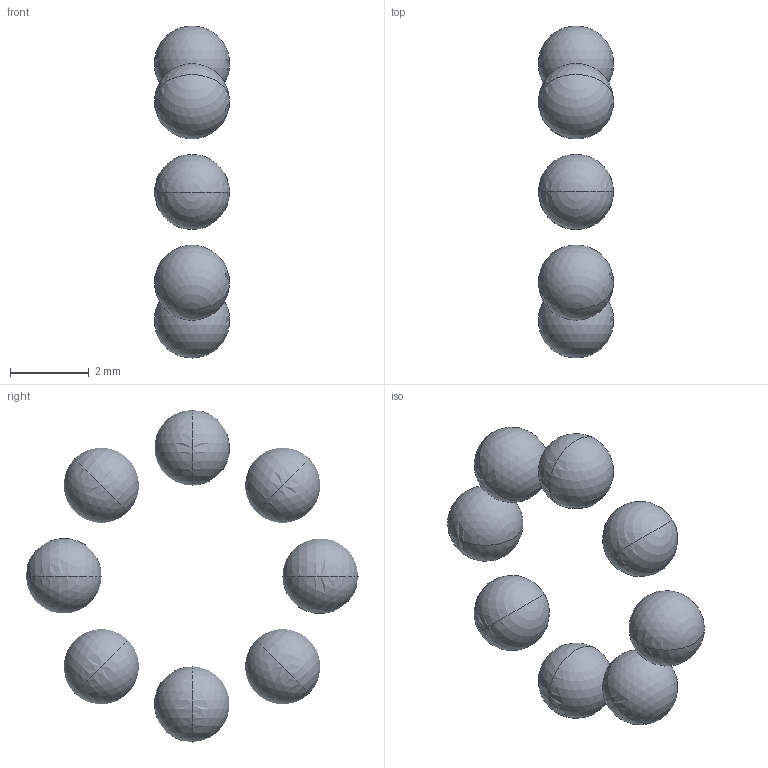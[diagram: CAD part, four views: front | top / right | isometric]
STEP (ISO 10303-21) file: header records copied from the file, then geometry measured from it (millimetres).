
FILE_DESCRIPTION((''),'2;1');
FILE_NAME('MOTOR_LOZISKO_4','2022-02-19T21:19:46',('BenoVidla'),(''),'CREO PARAMETRIC BY PTC INC, 2021063','CREO PARAMETRIC BY PTC INC, 2021063','');
FILE_SCHEMA(('AP242_MANAGED_MODEL_BASED_3D_ENGINEERING_MIM_LF { 1 0 10303 442 1 1 4 }'));
Length unit declared in the file: millimetre
Products named in the file (1): MOTOR_LOZISKO_4
Bounding box: 1.91 x 8.41 x 8.41 mm (x, y, z)
Volume: 29.2 mm3; surface area: 91.8 mm2
Topology: 8 solids, 8 shells, 16 faces, 59 edges, 36 vertices
Faces by surface type: sphere 16
Entity records: 646 total; most frequent: DIRECTION 100, CARTESIAN_POINT 73, AXIS2_PLACEMENT_3D 45, ORIENTED_EDGE 32, PRESENTATION_STYLE_ASSIGNMENT 31, STYLED_ITEM 31, CIRCLE 17, VERTEX_POINT 16
